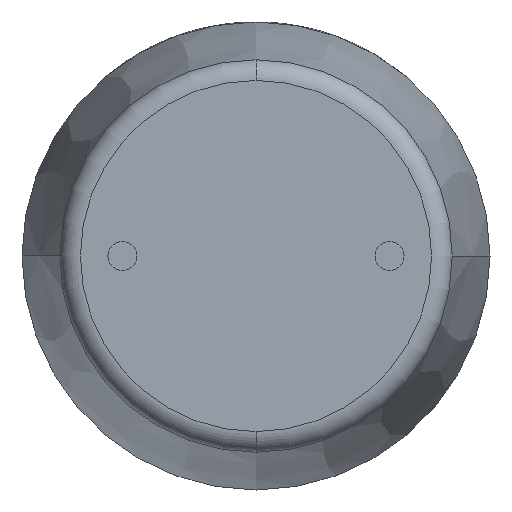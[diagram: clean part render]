
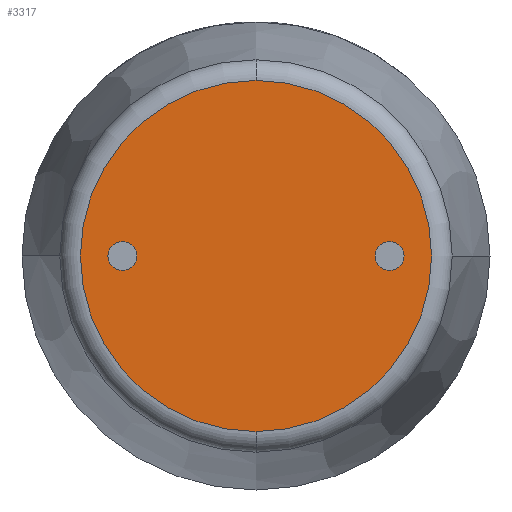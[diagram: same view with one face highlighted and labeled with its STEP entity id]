
A CAD part, front view. The second image highlights one B-rep face of the part: STEP entity #3317.
In plain terms, the highlighted planar face has unit normal (0, -1, 0).
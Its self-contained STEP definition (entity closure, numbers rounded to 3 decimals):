
#48 = CARTESIAN_POINT ( 'NONE',  ( 2.54, 0., -0.275 ) ) ;
#83 = CIRCLE ( 'NONE', #3444, 0.275 ) ;
#105 = VERTEX_POINT ( 'NONE', #2454 ) ;
#127 = VERTEX_POINT ( 'NONE', #2250 ) ;
#209 = EDGE_LOOP ( 'NONE', ( #1405, #873 ) ) ;
#306 = CARTESIAN_POINT ( 'NONE',  ( 0., 0., 0. ) ) ;
#371 = FACE_BOUND ( 'NONE', #3269, .T. ) ;
#389 = ORIENTED_EDGE ( 'NONE', *, *, #3103, .F. ) ;
#417 = DIRECTION ( 'NONE',  ( 0., 0., -1. ) ) ;
#496 = CARTESIAN_POINT ( 'NONE',  ( -2.54, 0., -0.275 ) ) ;
#570 = CARTESIAN_POINT ( 'NONE',  ( 0., 0., 0. ) ) ;
#708 = EDGE_CURVE ( 'NONE', #1545, #3295, #2838, .T. ) ;
#717 = FACE_BOUND ( 'NONE', #2396, .T. ) ;
#778 = EDGE_CURVE ( 'NONE', #2436, #105, #3199, .T. ) ;
#873 = ORIENTED_EDGE ( 'NONE', *, *, #3349, .T. ) ;
#884 = DIRECTION ( 'NONE',  ( 0., 0., 1. ) ) ;
#907 = AXIS2_PLACEMENT_3D ( 'NONE', #570, #1992, #1727 ) ;
#1167 = DIRECTION ( 'NONE',  ( 0., -1., 0. ) ) ;
#1354 = EDGE_CURVE ( 'NONE', #105, #2436, #1504, .T. ) ;
#1405 = ORIENTED_EDGE ( 'NONE', *, *, #3652, .T. ) ;
#1504 = CIRCLE ( 'NONE', #2813, 0.275 ) ;
#1545 = VERTEX_POINT ( 'NONE', #1600 ) ;
#1551 = DIRECTION ( 'NONE',  ( 0., 0., -1. ) ) ;
#1600 = CARTESIAN_POINT ( 'NONE',  ( -2.54, 0., 0.275 ) ) ;
#1618 = DIRECTION ( 'NONE',  ( 0., 0., 1. ) ) ;
#1644 = CIRCLE ( 'NONE', #907, 3.338 ) ;
#1689 = CARTESIAN_POINT ( 'NONE',  ( -2.54, 0., 0. ) ) ;
#1691 = DIRECTION ( 'NONE',  ( 0., 0., 1. ) ) ;
#1702 = DIRECTION ( 'NONE',  ( 0., -1., 0. ) ) ;
#1714 = AXIS2_PLACEMENT_3D ( 'NONE', #2335, #1167, #884 ) ;
#1717 = PLANE ( 'NONE',  #1870 ) ;
#1727 = DIRECTION ( 'NONE',  ( 0., 0., 1. ) ) ;
#1783 = ORIENTED_EDGE ( 'NONE', *, *, #708, .F. ) ;
#1870 = AXIS2_PLACEMENT_3D ( 'NONE', #1974, #2598, #1691 ) ;
#1944 = ORIENTED_EDGE ( 'NONE', *, *, #1354, .T. ) ;
#1974 = CARTESIAN_POINT ( 'NONE',  ( 0., 0., 0. ) ) ;
#1992 = DIRECTION ( 'NONE',  ( 0., -1., 0. ) ) ;
#2101 = FACE_OUTER_BOUND ( 'NONE', #209, .T. ) ;
#2108 = CARTESIAN_POINT ( 'NONE',  ( 2.54, 0., 0. ) ) ;
#2167 = ORIENTED_EDGE ( 'NONE', *, *, #778, .T. ) ;
#2250 = CARTESIAN_POINT ( 'NONE',  ( 0., 0., -3.338 ) ) ;
#2294 = DIRECTION ( 'NONE',  ( 0., 0., 1. ) ) ;
#2335 = CARTESIAN_POINT ( 'NONE',  ( -2.54, 0., 0. ) ) ;
#2396 = EDGE_LOOP ( 'NONE', ( #1944, #2167 ) ) ;
#2403 = DIRECTION ( 'NONE',  ( 0., 1., 0. ) ) ;
#2436 = VERTEX_POINT ( 'NONE', #48 ) ;
#2454 = CARTESIAN_POINT ( 'NONE',  ( 2.54, 0., 0.275 ) ) ;
#2598 = DIRECTION ( 'NONE',  ( 0., 1., 0. ) ) ;
#2730 = CARTESIAN_POINT ( 'NONE',  ( 0., 0., 3.338 ) ) ;
#2813 = AXIS2_PLACEMENT_3D ( 'NONE', #2108, #2403, #1551 ) ;
#2838 = CIRCLE ( 'NONE', #1714, 0.275 ) ;
#2926 = VERTEX_POINT ( 'NONE', #2730 ) ;
#2980 = DIRECTION ( 'NONE',  ( 0., 1., 0. ) ) ;
#2999 = AXIS2_PLACEMENT_3D ( 'NONE', #306, #1702, #2294 ) ;
#3059 = DIRECTION ( 'NONE',  ( 0., -1., 0. ) ) ;
#3103 = EDGE_CURVE ( 'NONE', #3295, #1545, #83, .T. ) ;
#3199 = CIRCLE ( 'NONE', #3676, 0.275 ) ;
#3231 = CIRCLE ( 'NONE', #2999, 3.338 ) ;
#3269 = EDGE_LOOP ( 'NONE', ( #1783, #389 ) ) ;
#3275 = CARTESIAN_POINT ( 'NONE',  ( 2.54, 0., 0. ) ) ;
#3295 = VERTEX_POINT ( 'NONE', #496 ) ;
#3317 = ADVANCED_FACE ( 'NONE', ( #2101, #717, #371 ), #1717, .F. ) ;
#3349 = EDGE_CURVE ( 'NONE', #2926, #127, #3231, .T. ) ;
#3444 = AXIS2_PLACEMENT_3D ( 'NONE', #1689, #3059, #1618 ) ;
#3652 = EDGE_CURVE ( 'NONE', #127, #2926, #1644, .T. ) ;
#3676 = AXIS2_PLACEMENT_3D ( 'NONE', #3275, #2980, #417 ) ;
